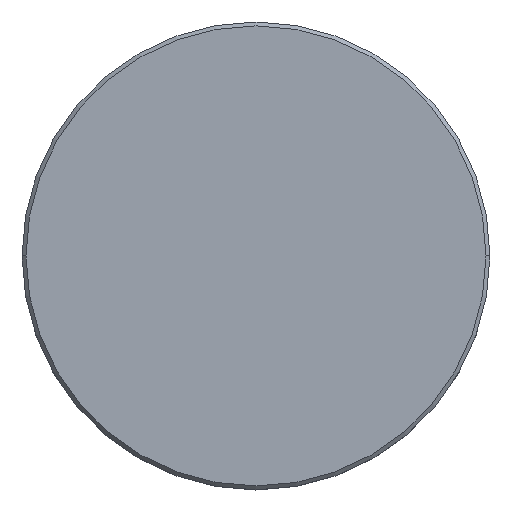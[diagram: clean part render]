
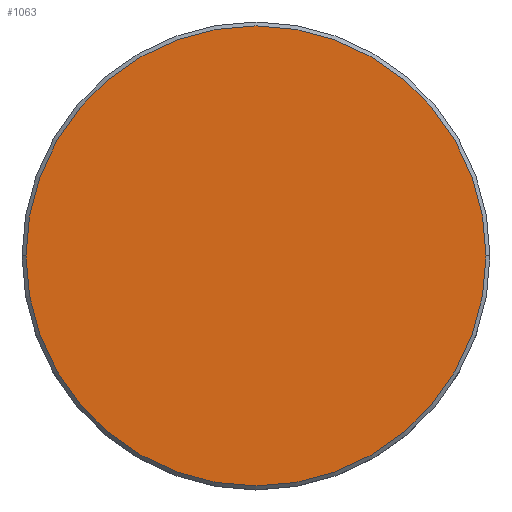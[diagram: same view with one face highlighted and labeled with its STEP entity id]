
A CAD part, top view. The second image highlights one B-rep face of the part: STEP entity #1063.
In plain terms, the highlighted planar face has unit normal (0, 0, 1).
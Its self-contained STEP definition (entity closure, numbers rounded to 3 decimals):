
#53 = CARTESIAN_POINT ( 'NONE',  ( -29.5, 0., 0. ) ) ;
#157 = DIRECTION ( 'NONE',  ( 0., 0., 1. ) ) ;
#199 = EDGE_CURVE ( 'NONE', #803, #551, #414, .T. ) ;
#288 = DIRECTION ( 'NONE',  ( 0., 0., 1. ) ) ;
#344 = DIRECTION ( 'NONE',  ( 1., 0., 0. ) ) ;
#396 = CARTESIAN_POINT ( 'NONE',  ( 29.5, 0., 0. ) ) ;
#414 = CIRCLE ( 'NONE', #429, 29.5 ) ;
#429 = AXIS2_PLACEMENT_3D ( 'NONE', #598, #157, #344 ) ;
#478 = EDGE_LOOP ( 'NONE', ( #1097, #752 ) ) ;
#511 = DIRECTION ( 'NONE',  ( 0., 0., 1. ) ) ;
#551 = VERTEX_POINT ( 'NONE', #396 ) ;
#561 = CARTESIAN_POINT ( 'NONE',  ( 0., 0., 0. ) ) ;
#598 = CARTESIAN_POINT ( 'NONE',  ( 0., 0., 0. ) ) ;
#655 = CIRCLE ( 'NONE', #905, 29.5 ) ;
#712 = PLANE ( 'NONE',  #834 ) ;
#752 = ORIENTED_EDGE ( 'NONE', *, *, #950, .T. ) ;
#795 = CARTESIAN_POINT ( 'NONE',  ( 0., 0., 0. ) ) ;
#803 = VERTEX_POINT ( 'NONE', #53 ) ;
#834 = AXIS2_PLACEMENT_3D ( 'NONE', #795, #511, #1070 ) ;
#888 = FACE_OUTER_BOUND ( 'NONE', #478, .T. ) ;
#905 = AXIS2_PLACEMENT_3D ( 'NONE', #561, #288, #925 ) ;
#925 = DIRECTION ( 'NONE',  ( 1., 0., 0. ) ) ;
#950 = EDGE_CURVE ( 'NONE', #551, #803, #655, .T. ) ;
#1063 = ADVANCED_FACE ( 'NONE', ( #888 ), #712, .T. ) ;
#1070 = DIRECTION ( 'NONE',  ( 1., 0., 0. ) ) ;
#1097 = ORIENTED_EDGE ( 'NONE', *, *, #199, .T. ) ;
